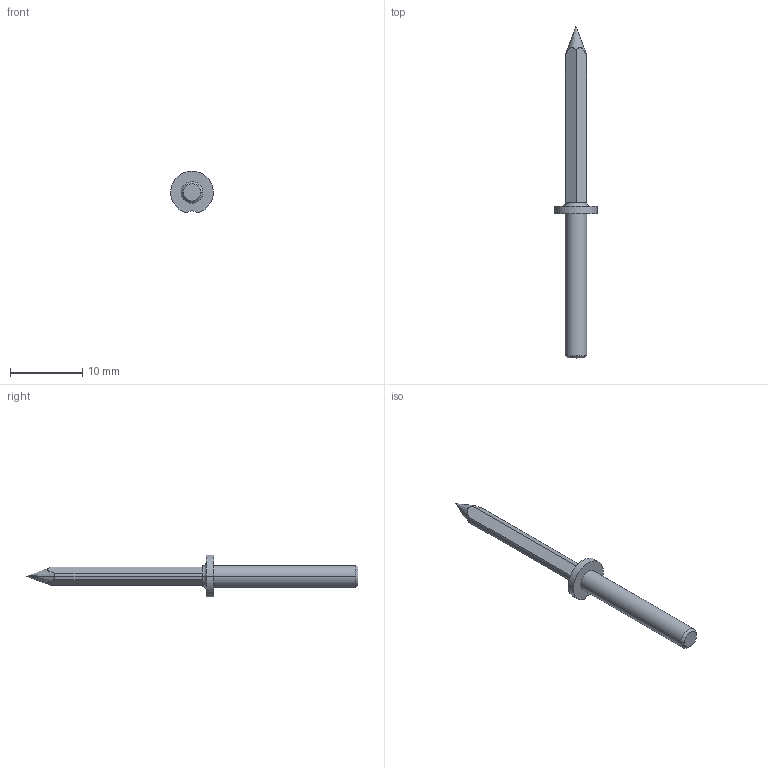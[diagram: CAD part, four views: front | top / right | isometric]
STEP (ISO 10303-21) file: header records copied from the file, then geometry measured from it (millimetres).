
FILE_DESCRIPTION (( 'STEP AP214' ), '1' );
FILE_NAME ('51729~1.STEP', '2019-03-25T08:23:58', ( '' ), ( '' ), 'SwSTEP 2.0', 'SolidWorks 2018', '' );
FILE_SCHEMA (( 'AUTOMOTIVE_DESIGN' ));
Length unit declared in the file: millimetre
Products named in the file (1): 51729~1
Bounding box: 5.9 x 46 x 5.81 mm (x, y, z)
Volume: 278.4 mm3; surface area: 444.9 mm2
Topology: 1 solids, 1 shells, 24 faces, 55 edges, 33 vertices
Faces by surface type: cylinder 9, plane 9, cone 4, torus 2
Entity records: 777 total; most frequent: CARTESIAN_POINT 171, DIRECTION 127, ORIENTED_EDGE 106, AXIS2_PLACEMENT_3D 53, EDGE_CURVE 53, VERTEX_POINT 33, CIRCLE 28, EDGE_LOOP 26
